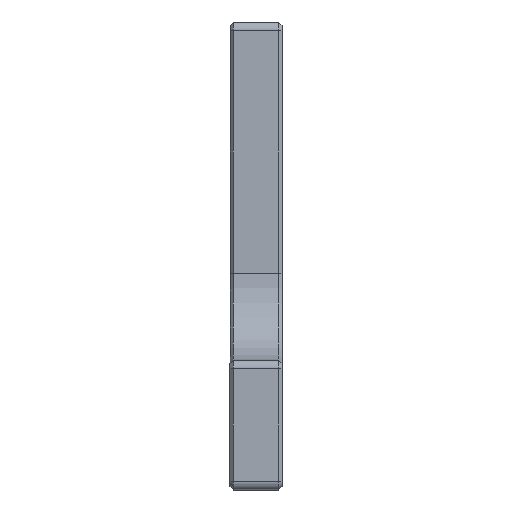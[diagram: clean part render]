
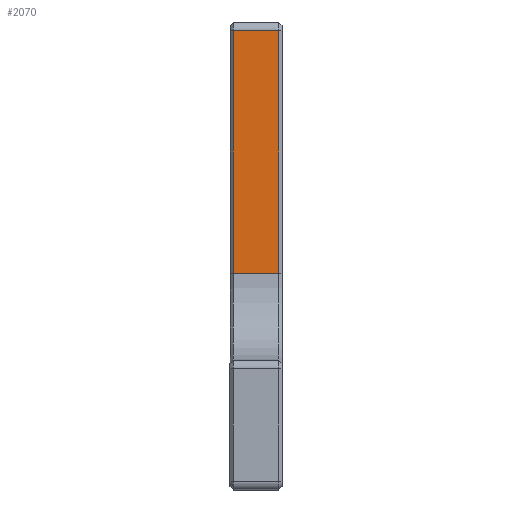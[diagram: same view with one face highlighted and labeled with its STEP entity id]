
A CAD part, left-side view. The second image highlights one B-rep face of the part: STEP entity #2070.
In plain terms, the highlighted planar face has unit normal (-1, 0, 0).
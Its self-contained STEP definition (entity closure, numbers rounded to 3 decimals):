
#242 = CARTESIAN_POINT ( 'NONE',  ( 2.5, 5.6, 3. ) ) ;
#291 = LINE ( 'NONE', #1323, #3297 ) ;
#416 = LINE ( 'NONE', #1176, #461 ) ;
#461 = VECTOR ( 'NONE', #604, 1000. ) ;
#568 = DIRECTION ( 'NONE',  ( 0., 1., 0. ) ) ;
#604 = DIRECTION ( 'NONE',  ( 0., 0., -1. ) ) ;
#777 = VECTOR ( 'NONE', #1481, 1000. ) ;
#780 = CARTESIAN_POINT ( 'NONE',  ( 2.5, 0., 0. ) ) ;
#789 = VERTEX_POINT ( 'NONE', #3258 ) ;
#981 = VERTEX_POINT ( 'NONE', #242 ) ;
#996 = ORIENTED_EDGE ( 'NONE', *, *, #2698, .T. ) ;
#1007 = ORIENTED_EDGE ( 'NONE', *, *, #2560, .T. ) ;
#1051 = DIRECTION ( 'NONE',  ( -1., 0., 0. ) ) ;
#1066 = EDGE_CURVE ( 'NONE', #1103, #981, #1149, .T. ) ;
#1103 = VERTEX_POINT ( 'NONE', #3224 ) ;
#1149 = LINE ( 'NONE', #2676, #1220 ) ;
#1154 = CARTESIAN_POINT ( 'NONE',  ( 2.5, 5.6, -25. ) ) ;
#1176 = CARTESIAN_POINT ( 'NONE',  ( 2.5, 5.6, 0. ) ) ;
#1220 = VECTOR ( 'NONE', #568, 1000. ) ;
#1298 = FACE_OUTER_BOUND ( 'NONE', #1767, .T. ) ;
#1323 = CARTESIAN_POINT ( 'NONE',  ( 2.5, 0., -25. ) ) ;
#1469 = AXIS2_PLACEMENT_3D ( 'NONE', #780, #1051, #2845 ) ;
#1481 = DIRECTION ( 'NONE',  ( 0., 0., 1. ) ) ;
#1572 = DIRECTION ( 'NONE',  ( 0., -1., 0. ) ) ;
#1767 = EDGE_LOOP ( 'NONE', ( #996, #1007, #1885, #2506 ) ) ;
#1885 = ORIENTED_EDGE ( 'NONE', *, *, #1066, .T. ) ;
#2070 = ADVANCED_FACE ( 'NONE', ( #1298 ), #2130, .T. ) ;
#2130 = PLANE ( 'NONE',  #1469 ) ;
#2291 = CARTESIAN_POINT ( 'NONE',  ( 2.5, 0.4, 3. ) ) ;
#2429 = VERTEX_POINT ( 'NONE', #1154 ) ;
#2482 = EDGE_CURVE ( 'NONE', #981, #2429, #416, .T. ) ;
#2506 = ORIENTED_EDGE ( 'NONE', *, *, #2482, .T. ) ;
#2560 = EDGE_CURVE ( 'NONE', #789, #1103, #2566, .T. ) ;
#2566 = LINE ( 'NONE', #2291, #777 ) ;
#2676 = CARTESIAN_POINT ( 'NONE',  ( 2.5, 0., 3. ) ) ;
#2698 = EDGE_CURVE ( 'NONE', #2429, #789, #291, .T. ) ;
#2845 = DIRECTION ( 'NONE',  ( 0., 0., 1. ) ) ;
#3224 = CARTESIAN_POINT ( 'NONE',  ( 2.5, 0.4, 3. ) ) ;
#3258 = CARTESIAN_POINT ( 'NONE',  ( 2.5, 0.4, -25. ) ) ;
#3297 = VECTOR ( 'NONE', #1572, 1000. ) ;
